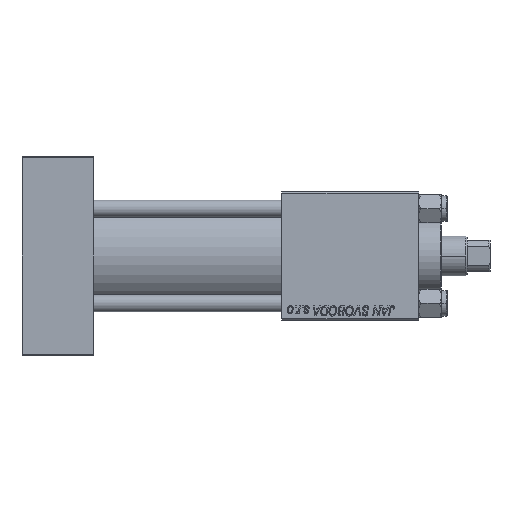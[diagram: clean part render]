
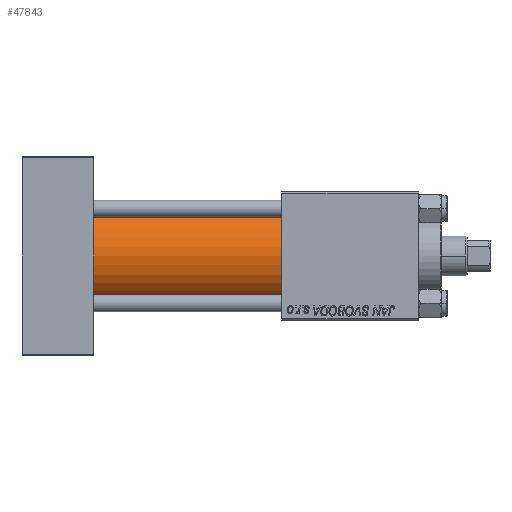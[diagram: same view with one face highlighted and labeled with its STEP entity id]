
A CAD part, front view. The second image highlights one B-rep face of the part: STEP entity #47843.
In plain terms, the highlighted cylindrical face has radius 19 mm (diameter 38 mm), a partial arc.
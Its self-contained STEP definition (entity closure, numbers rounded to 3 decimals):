
#538 = VERTEX_POINT ( 'NONE', #44355 ) ;
#3158 = EDGE_CURVE ( 'NONE', #39103, #35068, #16207, .T. ) ;
#3678 = EDGE_CURVE ( 'NONE', #538, #6105, #23846, .T. ) ;
#4184 = CYLINDRICAL_SURFACE ( 'NONE', #26593, 19. ) ;
#4691 = CARTESIAN_POINT ( 'NONE',  ( 91., 0., 0. ) ) ;
#6105 = VERTEX_POINT ( 'NONE', #9793 ) ;
#7698 = CIRCLE ( 'NONE', #31904, 19. ) ;
#8362 = AXIS2_PLACEMENT_3D ( 'NONE', #23137, #22639, #34267 ) ;
#8437 = DIRECTION ( 'NONE',  ( 1., 0., 0. ) ) ;
#8625 = CARTESIAN_POINT ( 'NONE',  ( 91., 0., -19. ) ) ;
#9611 = EDGE_CURVE ( 'NONE', #6105, #35068, #22047, .T. ) ;
#9793 = CARTESIAN_POINT ( 'NONE',  ( 25., 0., 19. ) ) ;
#12012 = DIRECTION ( 'NONE',  ( -1., 0., 0. ) ) ;
#12979 = CARTESIAN_POINT ( 'NONE',  ( 91., 0., 19. ) ) ;
#16207 = LINE ( 'NONE', #8625, #29082 ) ;
#19584 = DIRECTION ( 'NONE',  ( 0., 0., 1. ) ) ;
#20305 = CARTESIAN_POINT ( 'NONE',  ( 91., 0., 0. ) ) ;
#21311 = EDGE_CURVE ( 'NONE', #538, #39103, #7698, .T. ) ;
#21705 = ORIENTED_EDGE ( 'NONE', *, *, #21311, .F. ) ;
#22047 = CIRCLE ( 'NONE', #8362, 19. ) ;
#22439 = EDGE_LOOP ( 'NONE', ( #48294, #21705, #47539, #35984 ) ) ;
#22639 = DIRECTION ( 'NONE',  ( 1., 0., 0. ) ) ;
#23137 = CARTESIAN_POINT ( 'NONE',  ( 25., 0., 0. ) ) ;
#23495 = VECTOR ( 'NONE', #43797, 1000. ) ;
#23846 = LINE ( 'NONE', #12979, #23495 ) ;
#26593 = AXIS2_PLACEMENT_3D ( 'NONE', #4691, #12012, #19584 ) ;
#29082 = VECTOR ( 'NONE', #47034, 1000. ) ;
#31904 = AXIS2_PLACEMENT_3D ( 'NONE', #20305, #8437, #35969 ) ;
#34267 = DIRECTION ( 'NONE',  ( 0., 0., 1. ) ) ;
#35068 = VERTEX_POINT ( 'NONE', #41891 ) ;
#35969 = DIRECTION ( 'NONE',  ( 0., 0., -1. ) ) ;
#35984 = ORIENTED_EDGE ( 'NONE', *, *, #9611, .T. ) ;
#39103 = VERTEX_POINT ( 'NONE', #44348 ) ;
#39286 = FACE_OUTER_BOUND ( 'NONE', #22439, .T. ) ;
#41891 = CARTESIAN_POINT ( 'NONE',  ( 25., 0., -19. ) ) ;
#43797 = DIRECTION ( 'NONE',  ( -1., 0., 0. ) ) ;
#44348 = CARTESIAN_POINT ( 'NONE',  ( 91., 0., -19. ) ) ;
#44355 = CARTESIAN_POINT ( 'NONE',  ( 91., 0., 19. ) ) ;
#47034 = DIRECTION ( 'NONE',  ( -1., 0., 0. ) ) ;
#47539 = ORIENTED_EDGE ( 'NONE', *, *, #3678, .T. ) ;
#47843 = ADVANCED_FACE ( 'NONE', ( #39286 ), #4184, .T. ) ;
#48294 = ORIENTED_EDGE ( 'NONE', *, *, #3158, .F. ) ;
